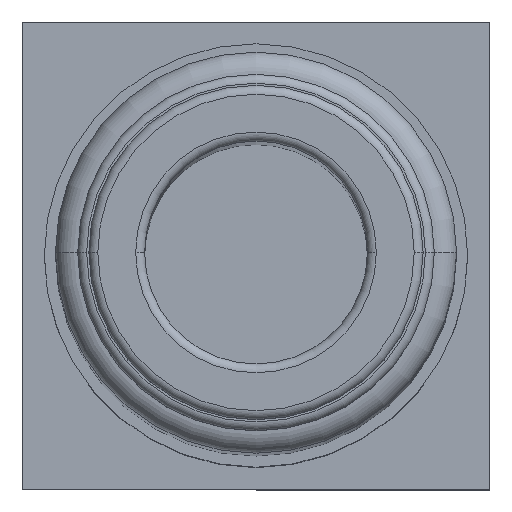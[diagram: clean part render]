
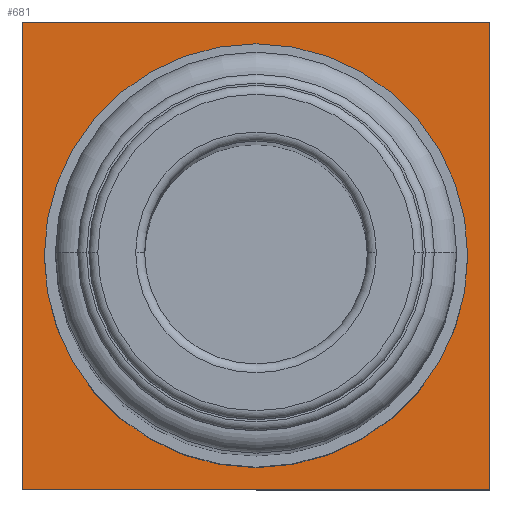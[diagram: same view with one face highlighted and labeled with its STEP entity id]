
A CAD part, top view. The second image highlights one B-rep face of the part: STEP entity #681.
In plain terms, the highlighted planar face has unit normal (0, 0, 1).
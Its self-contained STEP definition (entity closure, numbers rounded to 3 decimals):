
#55 = ORIENTED_EDGE ( 'NONE', *, *, #1423, .F. ) ;
#103 = EDGE_CURVE ( 'NONE', #1933, #1051, #1353, .T. ) ;
#112 = LINE ( 'NONE', #1813, #878 ) ;
#166 = ORIENTED_EDGE ( 'NONE', *, *, #225, .T. ) ;
#168 = AXIS2_PLACEMENT_3D ( 'NONE', #1641, #976, #779 ) ;
#175 = VERTEX_POINT ( 'NONE', #445 ) ;
#178 = CARTESIAN_POINT ( 'NONE',  ( -105., 105., -900. ) ) ;
#191 = VERTEX_POINT ( 'NONE', #1303 ) ;
#225 = EDGE_CURVE ( 'NONE', #1051, #1933, #1142, .T. ) ;
#289 = EDGE_CURVE ( 'NONE', #175, #580, #1408, .T. ) ;
#330 = CARTESIAN_POINT ( 'NONE',  ( -105., 105., -900. ) ) ;
#343 = VECTOR ( 'NONE', #1831, 1000. ) ;
#375 = VERTEX_POINT ( 'NONE', #330 ) ;
#445 = CARTESIAN_POINT ( 'NONE',  ( 105., -105., -900. ) ) ;
#446 = VECTOR ( 'NONE', #1150, 1000. ) ;
#497 = CARTESIAN_POINT ( 'NONE',  ( -105., -105., -900. ) ) ;
#524 = LINE ( 'NONE', #1693, #1377 ) ;
#539 = CARTESIAN_POINT ( 'NONE',  ( -95., 0., -900. ) ) ;
#580 = VERTEX_POINT ( 'NONE', #2062 ) ;
#658 = LINE ( 'NONE', #178, #446 ) ;
#681 = ADVANCED_FACE ( 'NONE', ( #1562, #1164 ), #781, .F. ) ;
#775 = CARTESIAN_POINT ( 'NONE',  ( 0., 0., -900. ) ) ;
#779 = DIRECTION ( 'NONE',  ( -1., 0., 0. ) ) ;
#781 = PLANE ( 'NONE',  #1233 ) ;
#782 = EDGE_CURVE ( 'NONE', #375, #191, #658, .T. ) ;
#878 = VECTOR ( 'NONE', #1622, 1000. ) ;
#946 = DIRECTION ( 'NONE',  ( 0., 0., -1. ) ) ;
#974 = DIRECTION ( 'NONE',  ( 0., 1., 0. ) ) ;
#976 = DIRECTION ( 'NONE',  ( 0., 0., -1. ) ) ;
#1051 = VERTEX_POINT ( 'NONE', #1817 ) ;
#1106 = DIRECTION ( 'NONE',  ( 0., 0., -1. ) ) ;
#1142 = CIRCLE ( 'NONE', #168, 95. ) ;
#1150 = DIRECTION ( 'NONE',  ( 1., 0., 0. ) ) ;
#1164 = FACE_OUTER_BOUND ( 'NONE', #1590, .T. ) ;
#1233 = AXIS2_PLACEMENT_3D ( 'NONE', #775, #946, #2124 ) ;
#1303 = CARTESIAN_POINT ( 'NONE',  ( 105., 105., -900. ) ) ;
#1320 = ORIENTED_EDGE ( 'NONE', *, *, #103, .T. ) ;
#1353 = CIRCLE ( 'NONE', #1975, 95. ) ;
#1377 = VECTOR ( 'NONE', #974, 1000. ) ;
#1408 = LINE ( 'NONE', #497, #343 ) ;
#1423 = EDGE_CURVE ( 'NONE', #580, #375, #524, .T. ) ;
#1429 = CARTESIAN_POINT ( 'NONE',  ( 0., 0., -900. ) ) ;
#1562 = FACE_BOUND ( 'NONE', #1658, .T. ) ;
#1590 = EDGE_LOOP ( 'NONE', ( #1766, #1805, #55, #2138 ) ) ;
#1622 = DIRECTION ( 'NONE',  ( 0., -1., 0. ) ) ;
#1641 = CARTESIAN_POINT ( 'NONE',  ( 0., 0., -900. ) ) ;
#1658 = EDGE_LOOP ( 'NONE', ( #1320, #166 ) ) ;
#1693 = CARTESIAN_POINT ( 'NONE',  ( -105., -105., -900. ) ) ;
#1754 = DIRECTION ( 'NONE',  ( -1., 0., 0. ) ) ;
#1766 = ORIENTED_EDGE ( 'NONE', *, *, #2021, .F. ) ;
#1805 = ORIENTED_EDGE ( 'NONE', *, *, #782, .F. ) ;
#1813 = CARTESIAN_POINT ( 'NONE',  ( 105., -105., -900. ) ) ;
#1817 = CARTESIAN_POINT ( 'NONE',  ( 95., 0., -900. ) ) ;
#1831 = DIRECTION ( 'NONE',  ( -1., 0., 0. ) ) ;
#1933 = VERTEX_POINT ( 'NONE', #539 ) ;
#1975 = AXIS2_PLACEMENT_3D ( 'NONE', #1429, #1106, #1754 ) ;
#2021 = EDGE_CURVE ( 'NONE', #191, #175, #112, .T. ) ;
#2062 = CARTESIAN_POINT ( 'NONE',  ( -105., -105., -900. ) ) ;
#2124 = DIRECTION ( 'NONE',  ( -1., 0., 0. ) ) ;
#2138 = ORIENTED_EDGE ( 'NONE', *, *, #289, .F. ) ;
